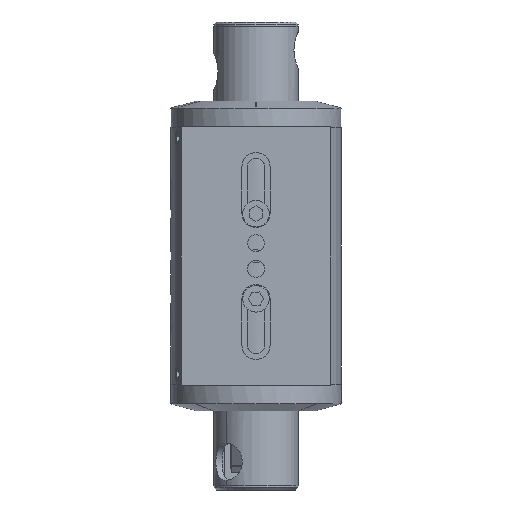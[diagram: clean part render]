
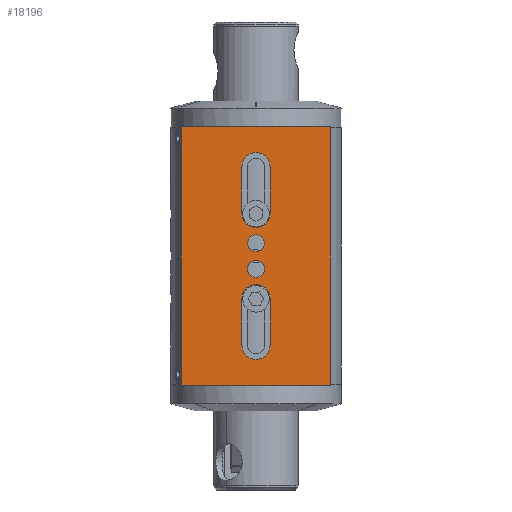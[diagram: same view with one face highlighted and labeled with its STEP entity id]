
A CAD part, front view. The second image highlights one B-rep face of the part: STEP entity #18196.
In plain terms, the highlighted planar face has unit normal (0, -1, 0).
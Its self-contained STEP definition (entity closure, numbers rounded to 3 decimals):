
#4958 = VERTEX_POINT ( 'NONE', #22010 ) ;
#4960 = VERTEX_POINT ( 'NONE', #22004 ) ;
#4963 = VERTEX_POINT ( 'NONE', #21992 ) ;
#4964 = VERTEX_POINT ( 'NONE', #21984 ) ;
#6474 = AXIS2_PLACEMENT_3D ( 'NONE', #10443, #10444, #10445 ) ;
#7458 = VERTEX_POINT ( 'NONE', #15996 ) ;
#7459 = VERTEX_POINT ( 'NONE', #16007 ) ;
#7467 = VERTEX_POINT ( 'NONE', #16010 ) ;
#7473 = VERTEX_POINT ( 'NONE', #16016 ) ;
#7542 = VERTEX_POINT ( 'NONE', #16038 ) ;
#7544 = VERTEX_POINT ( 'NONE', #16041 ) ;
#7548 = VERTEX_POINT ( 'NONE', #16048 ) ;
#7554 = VERTEX_POINT ( 'NONE', #16059 ) ;
#9878 = CIRCLE ( 'NONE', #6474, 4.191 ) ;
#9957 = LINE ( 'NONE', #10679, #9960 ) ;
#9960 = VECTOR ( 'NONE', #10680, 1000. ) ;
#10443 = CARTESIAN_POINT ( 'NONE',  ( 0., -38.1, -19.495 ) ) ;
#10444 = DIRECTION ( 'NONE',  ( 0., -1., 0. ) ) ;
#10445 = DIRECTION ( 'NONE',  ( 1., 0., 0. ) ) ;
#10679 = CARTESIAN_POINT ( 'NONE',  ( 4.191, -38.1, -58.865 ) ) ;
#10680 = DIRECTION ( 'NONE',  ( 0., 0., 1. ) ) ;
#11133 = EDGE_LOOP ( 'NONE', ( #12280, #12279 ) ) ;
#11251 = EDGE_LOOP ( 'NONE', ( #12269, #12366, #12290, #12383 ) ) ;
#11351 = EDGE_LOOP ( 'NONE', ( #12258, #12291, #12316, #12377 ) ) ;
#11366 = EDGE_LOOP ( 'NONE', ( #12300, #12388, #12426, #12286 ) ) ;
#11373 = EDGE_LOOP ( 'NONE', ( #12358, #12356 ) ) ;
#12258 = ORIENTED_EDGE ( 'NONE', *, *, #27590, .F. ) ;
#12269 = ORIENTED_EDGE ( 'NONE', *, *, #13330, .F. ) ;
#12279 = ORIENTED_EDGE ( 'NONE', *, *, #13156, .F. ) ;
#12280 = ORIENTED_EDGE ( 'NONE', *, *, #13332, .F. ) ;
#12286 = ORIENTED_EDGE ( 'NONE', *, *, #13252, .T. ) ;
#12290 = ORIENTED_EDGE ( 'NONE', *, *, #13106, .F. ) ;
#12291 = ORIENTED_EDGE ( 'NONE', *, *, #13075, .F. ) ;
#12300 = ORIENTED_EDGE ( 'NONE', *, *, #13308, .F. ) ;
#12316 = ORIENTED_EDGE ( 'NONE', *, *, #13067, .F. ) ;
#12356 = ORIENTED_EDGE ( 'NONE', *, *, #13280, .F. ) ;
#12358 = ORIENTED_EDGE ( 'NONE', *, *, #13239, .F. ) ;
#12366 = ORIENTED_EDGE ( 'NONE', *, *, #27641, .F. ) ;
#12377 = ORIENTED_EDGE ( 'NONE', *, *, #13288, .F. ) ;
#12383 = ORIENTED_EDGE ( 'NONE', *, *, #13095, .F. ) ;
#12388 = ORIENTED_EDGE ( 'NONE', *, *, #13306, .F. ) ;
#12426 = ORIENTED_EDGE ( 'NONE', *, *, #13328, .T. ) ;
#13067 = EDGE_CURVE ( 'NONE', #7542, #7548, #28169, .T. ) ;
#13075 = EDGE_CURVE ( 'NONE', #7548, #7544, #28182, .T. ) ;
#13095 = EDGE_CURVE ( 'NONE', #7459, #4958, #28213, .T. ) ;
#13106 = EDGE_CURVE ( 'NONE', #4958, #4960, #28235, .T. ) ;
#13156 = EDGE_CURVE ( 'NONE', #16167, #16047, #28304, .T. ) ;
#13239 = EDGE_CURVE ( 'NONE', #16035, #16019, #28425, .T. ) ;
#13252 = EDGE_CURVE ( 'NONE', #4964, #7554, #28449, .T. ) ;
#13280 = EDGE_CURVE ( 'NONE', #16019, #16035, #28478, .T. ) ;
#13288 = EDGE_CURVE ( 'NONE', #7467, #7542, #28498, .T. ) ;
#13306 = EDGE_CURVE ( 'NONE', #4963, #7473, #21778, .T. ) ;
#13308 = EDGE_CURVE ( 'NONE', #7473, #7554, #21782, .T. ) ;
#13328 = EDGE_CURVE ( 'NONE', #4963, #4964, #21824, .T. ) ;
#13330 = EDGE_CURVE ( 'NONE', #7458, #7459, #21830, .T. ) ;
#13332 = EDGE_CURVE ( 'NONE', #16047, #16167, #21836, .T. ) ;
#14478 = AXIS2_PLACEMENT_3D ( 'NONE', #24858, #24859, #24860 ) ;
#14479 = AXIS2_PLACEMENT_3D ( 'NONE', #24854, #24855, #24856 ) ;
#14481 = AXIS2_PLACEMENT_3D ( 'NONE', #24661, #24662, #24663 ) ;
#14483 = AXIS2_PLACEMENT_3D ( 'NONE', #18336, #18337, #18339 ) ;
#14486 = AXIS2_PLACEMENT_3D ( 'NONE', #17646, #17647, #17648 ) ;
#14491 = AXIS2_PLACEMENT_3D ( 'NONE', #17302, #17303, #17304 ) ;
#14492 = AXIS2_PLACEMENT_3D ( 'NONE', #16459, #16460, #16461 ) ;
#15996 = CARTESIAN_POINT ( 'NONE',  ( 4.191, -38.1, -58.865 ) ) ;
#16007 = CARTESIAN_POINT ( 'NONE',  ( -4.191, -38.1, -58.865 ) ) ;
#16010 = CARTESIAN_POINT ( 'NONE',  ( -4.191, -38.1, -19.495 ) ) ;
#16016 = CARTESIAN_POINT ( 'NONE',  ( -22.225, -38.1, -7.684 ) ) ;
#16019 = VERTEX_POINT ( 'NONE', #24998 ) ;
#16035 = VERTEX_POINT ( 'NONE', #25010 ) ;
#16038 = CARTESIAN_POINT ( 'NONE',  ( -4.191, -38.1, -33.465 ) ) ;
#16041 = CARTESIAN_POINT ( 'NONE',  ( 4.191, -38.1, -19.495 ) ) ;
#16047 = VERTEX_POINT ( 'NONE', #25013 ) ;
#16048 = CARTESIAN_POINT ( 'NONE',  ( 4.191, -38.1, -33.465 ) ) ;
#16059 = CARTESIAN_POINT ( 'NONE',  ( 22.225, -38.1, -7.684 ) ) ;
#16167 = VERTEX_POINT ( 'NONE', #25011 ) ;
#16459 = CARTESIAN_POINT ( 'NONE',  ( 0., -38.1, -33.465 ) ) ;
#16460 = DIRECTION ( 'NONE',  ( 0., -1., 0. ) ) ;
#16461 = DIRECTION ( 'NONE',  ( 1., 0., 0. ) ) ;
#16492 = CARTESIAN_POINT ( 'NONE',  ( 4.191, -38.1, -19.495 ) ) ;
#16500 = DIRECTION ( 'NONE',  ( 0., 0., 1. ) ) ;
#17256 = CARTESIAN_POINT ( 'NONE',  ( -4.191, -38.1, -58.865 ) ) ;
#17262 = DIRECTION ( 'NONE',  ( 0., 0., -1. ) ) ;
#17302 = CARTESIAN_POINT ( 'NONE',  ( 0., -38.1, -72.835 ) ) ;
#17303 = DIRECTION ( 'NONE',  ( 0., -1., 0. ) ) ;
#17304 = DIRECTION ( 'NONE',  ( 1., 0., 0. ) ) ;
#17646 = CARTESIAN_POINT ( 'NONE',  ( 0., -38.1, -42.355 ) ) ;
#17647 = DIRECTION ( 'NONE',  ( 0., -1., 0. ) ) ;
#17648 = DIRECTION ( 'NONE',  ( 0., 0., -1. ) ) ;
#18196 = ADVANCED_FACE ( 'NONE', ( #26050, #26054, #26051, #26053, #26052 ), #21123, .T. ) ;
#18336 = CARTESIAN_POINT ( 'NONE',  ( 0., -38.1, -49.975 ) ) ;
#18337 = DIRECTION ( 'NONE',  ( 0., -1., 0. ) ) ;
#18339 = DIRECTION ( 'NONE',  ( 0., 0., -1. ) ) ;
#18426 = CARTESIAN_POINT ( 'NONE',  ( 22.225, -38.1, -84.645 ) ) ;
#18428 = DIRECTION ( 'NONE',  ( 0., 0., 1. ) ) ;
#21123 = PLANE ( 'NONE',  #26173 ) ;
#21131 = CARTESIAN_POINT ( 'NONE',  ( -22.225, -38.1, -84.645 ) ) ;
#21132 = DIRECTION ( 'NONE',  ( 0., -1., 0. ) ) ;
#21133 = DIRECTION ( 'NONE',  ( 1., 0., 0. ) ) ;
#21778 = LINE ( 'NONE', #24787, #21781 ) ;
#21781 = VECTOR ( 'NONE', #24788, 1000. ) ;
#21782 = LINE ( 'NONE', #24791, #21785 ) ;
#21785 = VECTOR ( 'NONE', #24792, 1000. ) ;
#21824 = LINE ( 'NONE', #24848, #21828 ) ;
#21828 = VECTOR ( 'NONE', #24849, 1000. ) ;
#21830 = CIRCLE ( 'NONE', #14479, 4.191 ) ;
#21836 = CIRCLE ( 'NONE', #14478, 2.5 ) ;
#21984 = CARTESIAN_POINT ( 'NONE',  ( 22.225, -38.1, -84.645 ) ) ;
#21992 = CARTESIAN_POINT ( 'NONE',  ( -22.225, -38.1, -84.645 ) ) ;
#22004 = CARTESIAN_POINT ( 'NONE',  ( 4.191, -38.1, -72.835 ) ) ;
#22010 = CARTESIAN_POINT ( 'NONE',  ( -4.191, -38.1, -72.835 ) ) ;
#24661 = CARTESIAN_POINT ( 'NONE',  ( 0., -38.1, -49.975 ) ) ;
#24662 = DIRECTION ( 'NONE',  ( 0., -1., 0. ) ) ;
#24663 = DIRECTION ( 'NONE',  ( 0., 0., -1. ) ) ;
#24720 = CARTESIAN_POINT ( 'NONE',  ( -4.191, -38.1, -19.495 ) ) ;
#24722 = DIRECTION ( 'NONE',  ( 0., 0., -1. ) ) ;
#24787 = CARTESIAN_POINT ( 'NONE',  ( -22.225, -38.1, -84.645 ) ) ;
#24788 = DIRECTION ( 'NONE',  ( 0., 0., 1. ) ) ;
#24791 = CARTESIAN_POINT ( 'NONE',  ( -22.225, -38.1, -7.684 ) ) ;
#24792 = DIRECTION ( 'NONE',  ( 1., 0., 0. ) ) ;
#24848 = CARTESIAN_POINT ( 'NONE',  ( -22.225, -38.1, -84.645 ) ) ;
#24849 = DIRECTION ( 'NONE',  ( 1., 0., 0. ) ) ;
#24854 = CARTESIAN_POINT ( 'NONE',  ( 0., -38.1, -58.865 ) ) ;
#24855 = DIRECTION ( 'NONE',  ( 0., -1., 0. ) ) ;
#24856 = DIRECTION ( 'NONE',  ( 1., 0., 0. ) ) ;
#24858 = CARTESIAN_POINT ( 'NONE',  ( 0., -38.1, -42.355 ) ) ;
#24859 = DIRECTION ( 'NONE',  ( 0., -1., 0. ) ) ;
#24860 = DIRECTION ( 'NONE',  ( 0., 0., -1. ) ) ;
#24998 = CARTESIAN_POINT ( 'NONE',  ( 0., -38.1, -47.422 ) ) ;
#25010 = CARTESIAN_POINT ( 'NONE',  ( 0., -38.1, -52.527 ) ) ;
#25011 = CARTESIAN_POINT ( 'NONE',  ( 0., -38.1, -39.855 ) ) ;
#25013 = CARTESIAN_POINT ( 'NONE',  ( 0., -38.1, -44.855 ) ) ;
#26050 = FACE_BOUND ( 'NONE', #11133, .T. ) ;
#26051 = FACE_BOUND ( 'NONE', #11251, .T. ) ;
#26052 = FACE_OUTER_BOUND ( 'NONE', #11366, .T. ) ;
#26053 = FACE_BOUND ( 'NONE', #11351, .T. ) ;
#26054 = FACE_BOUND ( 'NONE', #11373, .T. ) ;
#26173 = AXIS2_PLACEMENT_3D ( 'NONE', #21131, #21132, #21133 ) ;
#27590 = EDGE_CURVE ( 'NONE', #7544, #7467, #9878, .T. ) ;
#27641 = EDGE_CURVE ( 'NONE', #4960, #7458, #9957, .T. ) ;
#28169 = CIRCLE ( 'NONE', #14492, 4.191 ) ;
#28182 = LINE ( 'NONE', #16492, #28190 ) ;
#28190 = VECTOR ( 'NONE', #16500, 1000. ) ;
#28213 = LINE ( 'NONE', #17256, #28218 ) ;
#28218 = VECTOR ( 'NONE', #17262, 1000. ) ;
#28235 = CIRCLE ( 'NONE', #14491, 4.191 ) ;
#28304 = CIRCLE ( 'NONE', #14486, 2.5 ) ;
#28425 = CIRCLE ( 'NONE', #14483, 2.553 ) ;
#28449 = LINE ( 'NONE', #18426, #28451 ) ;
#28451 = VECTOR ( 'NONE', #18428, 1000. ) ;
#28478 = CIRCLE ( 'NONE', #14481, 2.553 ) ;
#28498 = LINE ( 'NONE', #24720, #28503 ) ;
#28503 = VECTOR ( 'NONE', #24722, 1000. ) ;
